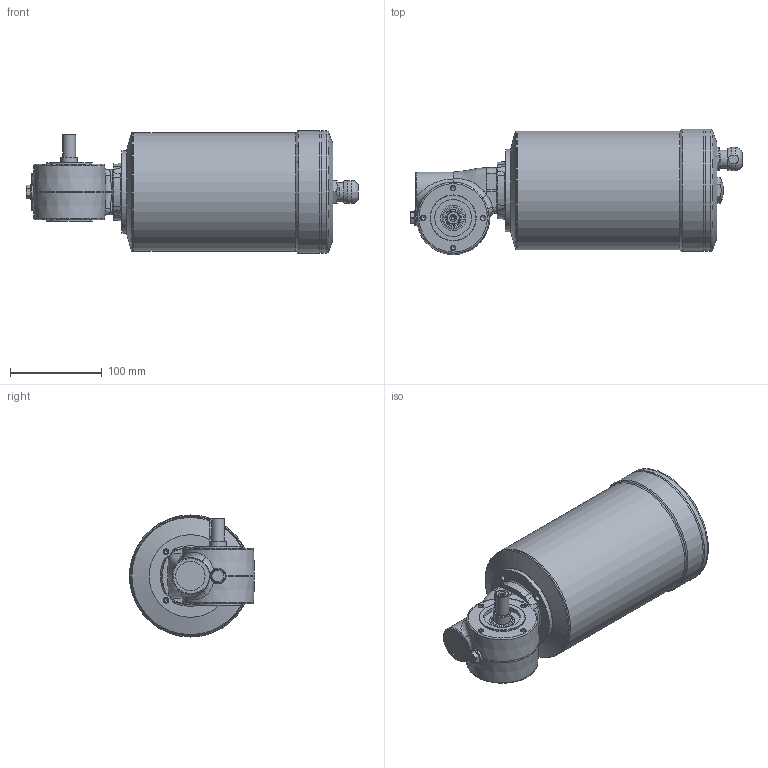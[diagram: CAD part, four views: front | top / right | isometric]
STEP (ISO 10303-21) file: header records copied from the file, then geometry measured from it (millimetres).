
FILE_DESCRIPTION( ( 'Unknown' ), '1' );
FILE_NAME( 'A1D339D5ED4CB0B950FEA0327A6F4E50.3d.stp', 'Unknown', ( 'Unknown' ), ( 'Unknown' ), 'PSStep 10.1', 'Unknown', ' ' );
FILE_SCHEMA( ( 'AUTOMOTIVE_DESIGN { 1 0 10303 214 1 1 1 1 }' ) );
Length unit declared in the file: millimetre
Products named in the file (1): N308800
Bounding box: 361.5 x 136.46 x 133 mm (x, y, z)
Volume: 3348270.5 mm3; surface area: 167015.9 mm2
Topology: 1 solids, 11 shells, 417 faces, 1010 edges, 647 vertices
Faces by surface type: plane 137, cylinder 116, cone 89, bspline 43, torus 31, sphere 1
Full cylindrical faces by diameter (mm): 3.242 x2, 4.134 x9, 4.917 x12, 5 x1, 6 x8, 6.5 x4, 7 x1, 10 x4, 11 x5, 13 x1, 13.4 x1, 14 x3, 16.662 x1, 17 x2, 18 x1, 20 x2, 27.5 x2, 30 x1, 32 x1, 40 x1, 47 x1, 50 x2, 52 x1, 60 x1, 90 x1, 128.98 x1, 129 x2, 132.98 x2, 133 x3
Entity records: 19230 total; most frequent: CARTESIAN_POINT 7593, DIRECTION 1695, ORIENTED_EDGE 1492, EDGE_CURVE 746, AXIS2_PLACEMENT_3D 745, EDGE_LOOP 629, VERTEX_POINT 559, FACE_OUTER_BOUND 510
